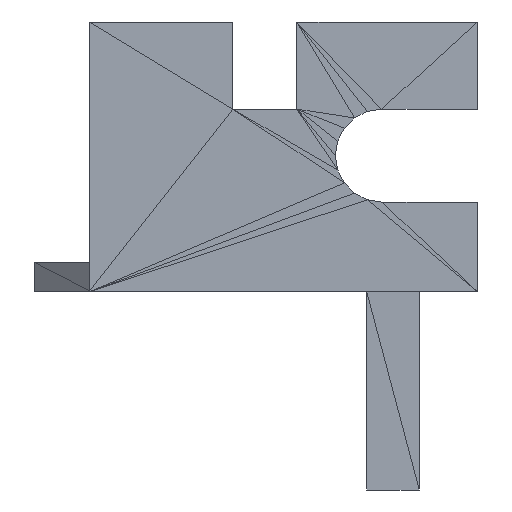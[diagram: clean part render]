
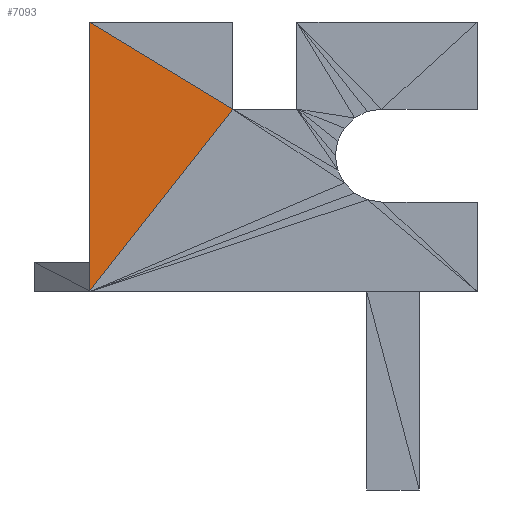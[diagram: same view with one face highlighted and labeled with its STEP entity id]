
A CAD part, left-side view. The second image highlights one B-rep face of the part: STEP entity #7093.
In plain terms, the highlighted planar face has unit normal (-1, 0, 0).
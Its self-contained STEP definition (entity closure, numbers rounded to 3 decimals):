
#581=FACE_OUTER_BOUND('',#1172,.T.);
#1172=EDGE_LOOP('',(#5861,#5862,#5863));
#1992=LINE('',#11385,#2881);
#2045=LINE('',#11489,#2934);
#2062=LINE('',#11522,#2951);
#2881=VECTOR('',#9564,10.);
#2934=VECTOR('',#9685,10.);
#2951=VECTOR('',#9722,10.);
#3228=VERTEX_POINT('',#11238);
#3243=VERTEX_POINT('',#11360);
#3245=VERTEX_POINT('',#11383);
#4064=EDGE_CURVE('',#3243,#3245,#1992,.T.);
#4117=EDGE_CURVE('',#3228,#3245,#2045,.T.);
#4134=EDGE_CURVE('',#3228,#3243,#2062,.T.);
#5861=ORIENTED_EDGE('',*,*,#4134,.F.);
#5862=ORIENTED_EDGE('',*,*,#4117,.T.);
#5863=ORIENTED_EDGE('',*,*,#4064,.F.);
#6502=PLANE('',#7698);
#7093=ADVANCED_FACE('',(#581),#6502,.T.);
#7698=AXIS2_PLACEMENT_3D('',#11523,#9723,#9724);
#9564=DIRECTION('',(0.,0.,1.));
#9685=DIRECTION('',(0.,0.855,0.518));
#9722=DIRECTION('',(0.,0.618,-0.786));
#9723=DIRECTION('center_axis',(-1.,0.,0.));
#9724=DIRECTION('ref_axis',(0.,0.,1.));
#11238=CARTESIAN_POINT('',(-2.,8.855,8.69));
#11360=CARTESIAN_POINT('',(-2.,15.687,0.));
#11383=CARTESIAN_POINT('',(-2.,15.687,12.83));
#11385=CARTESIAN_POINT('',(-2.,15.687,0.));
#11489=CARTESIAN_POINT('',(-2.,8.855,8.69));
#11522=CARTESIAN_POINT('',(-2.,8.855,8.69));
#11523=CARTESIAN_POINT('Origin',(-2.,15.687,12.83));
